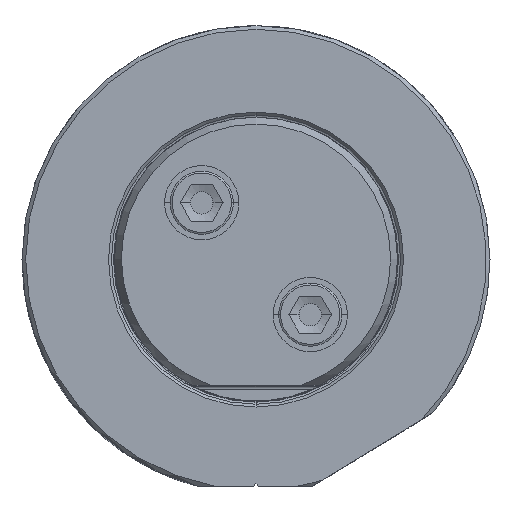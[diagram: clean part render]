
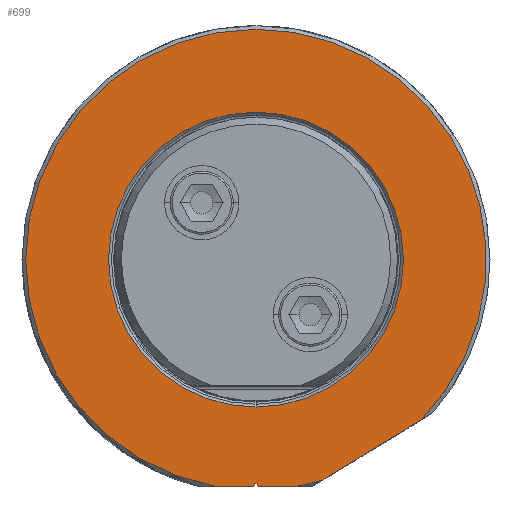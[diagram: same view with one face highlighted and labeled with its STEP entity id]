
A CAD part, top view. The second image highlights one B-rep face of the part: STEP entity #699.
In plain terms, the highlighted planar face has unit normal (0, 0, 1).
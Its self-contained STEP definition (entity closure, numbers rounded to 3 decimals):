
#227=PLANE('',#6167);
#699=ADVANCED_FACE('',(#1011,#1012),#227,.T.);
#1011=FACE_BOUND('',#1171,.T.);
#1012=FACE_BOUND('',#1172,.T.);
#1171=EDGE_LOOP('',(#3381,#3382,#3383,#3384,#3385,#3386,#3387,#3388));
#1172=EDGE_LOOP('',(#3389,#3390));
#1474=CIRCLE('',#6161,31.);
#1475=CIRCLE('',#6162,31.);
#1476=CIRCLE('',#6164,31.);
#1477=CIRCLE('',#6165,19.85);
#1478=CIRCLE('',#6166,19.85);
#1781=LINE('',#13245,#2106);
#1783=LINE('',#13259,#2108);
#1785=LINE('',#13263,#2110);
#1787=LINE('',#13267,#2112);
#1789=LINE('',#13271,#2114);
#2106=VECTOR('',#7181,1.);
#2108=VECTOR('',#7185,1.);
#2110=VECTOR('',#7189,1.);
#2112=VECTOR('',#7193,1.);
#2114=VECTOR('',#7197,1.);
#3381=ORIENTED_EDGE('',*,*,#5293,.T.);
#3382=ORIENTED_EDGE('',*,*,#5246,.T.);
#3383=ORIENTED_EDGE('',*,*,#5292,.T.);
#3384=ORIENTED_EDGE('',*,*,#5291,.T.);
#3385=ORIENTED_EDGE('',*,*,#5256,.F.);
#3386=ORIENTED_EDGE('',*,*,#5254,.T.);
#3387=ORIENTED_EDGE('',*,*,#5252,.T.);
#3388=ORIENTED_EDGE('',*,*,#5250,.F.);
#3389=ORIENTED_EDGE('',*,*,#5294,.T.);
#3390=ORIENTED_EDGE('',*,*,#5295,.T.);
#4557=VERTEX_POINT('',#13244);
#4558=VERTEX_POINT('',#13246);
#4560=VERTEX_POINT('',#13258);
#4561=VERTEX_POINT('',#13260);
#4562=VERTEX_POINT('',#13264);
#4563=VERTEX_POINT('',#13268);
#4564=VERTEX_POINT('',#13272);
#4580=VERTEX_POINT('',#13916);
#4581=VERTEX_POINT('',#13921);
#4582=VERTEX_POINT('',#13922);
#5246=EDGE_CURVE('',#4558,#4557,#1781,.T.);
#5250=EDGE_CURVE('',#4560,#4561,#1783,.T.);
#5252=EDGE_CURVE('',#4562,#4561,#1785,.T.);
#5254=EDGE_CURVE('',#4563,#4562,#1787,.T.);
#5256=EDGE_CURVE('',#4563,#4564,#1789,.T.);
#5291=EDGE_CURVE('',#4580,#4564,#1474,.T.);
#5292=EDGE_CURVE('',#4557,#4580,#1475,.T.);
#5293=EDGE_CURVE('',#4560,#4558,#1476,.T.);
#5294=EDGE_CURVE('',#4581,#4582,#1477,.T.);
#5295=EDGE_CURVE('',#4582,#4581,#1478,.T.);
#6161=AXIS2_PLACEMENT_3D('',#13915,#7263,#7264);
#6162=AXIS2_PLACEMENT_3D('',#13917,#7265,#7266);
#6164=AXIS2_PLACEMENT_3D('',#13919,#7269,#7270);
#6165=AXIS2_PLACEMENT_3D('',#13920,#7271,#7272);
#6166=AXIS2_PLACEMENT_3D('',#13923,#7273,#7274);
#6167=AXIS2_PLACEMENT_3D('',#13924,#7275,#7276);
#7181=DIRECTION('',(0.854,0.521,0.));
#7185=DIRECTION('',(-1.,0.,0.));
#7189=DIRECTION('',(0.707,-0.707,0.));
#7193=DIRECTION('',(0.707,0.707,0.));
#7197=DIRECTION('',(-1.,0.,0.));
#7263=DIRECTION('',(0.,0.,1.));
#7264=DIRECTION('',(0.,1.,0.));
#7265=DIRECTION('',(0.,0.,1.));
#7266=DIRECTION('',(0.719,-0.695,0.));
#7269=DIRECTION('',(0.,0.,1.));
#7270=DIRECTION('',(0.179,-0.984,0.));
#7271=DIRECTION('',(0.,0.,-1.));
#7272=DIRECTION('',(0.,-1.,0.));
#7273=DIRECTION('',(0.,0.,-1.));
#7274=DIRECTION('',(0.,1.,0.));
#7275=DIRECTION('',(0.,0.,1.));
#7276=DIRECTION('',(0.,-1.,0.));
#13244=CARTESIAN_POINT('',(22.288,-21.546,0.));
#13245=CARTESIAN_POINT('',(8.952,-29.679,0.));
#13246=CARTESIAN_POINT('',(8.952,-29.679,0.));
#13258=CARTESIAN_POINT('',(5.545,-30.5,0.));
#13259=CARTESIAN_POINT('',(5.545,-30.5,0.));
#13260=CARTESIAN_POINT('',(0.354,-30.5,0.));
#13263=CARTESIAN_POINT('',(0.,-30.146,0.));
#13264=CARTESIAN_POINT('',(0.,-30.146,0.));
#13267=CARTESIAN_POINT('',(-0.354,-30.5,0.));
#13268=CARTESIAN_POINT('',(-0.354,-30.5,0.));
#13271=CARTESIAN_POINT('',(-0.354,-30.5,0.));
#13272=CARTESIAN_POINT('',(-5.545,-30.5,0.));
#13915=CARTESIAN_POINT('',(0.,0.,0.));
#13916=CARTESIAN_POINT('',(0.,31.,0.));
#13917=CARTESIAN_POINT('',(0.,0.,0.));
#13919=CARTESIAN_POINT('',(0.,0.,0.));
#13920=CARTESIAN_POINT('',(0.,0.,0.));
#13921=CARTESIAN_POINT('',(0.,-19.85,0.));
#13922=CARTESIAN_POINT('',(0.,19.85,0.));
#13923=CARTESIAN_POINT('',(0.,0.,0.));
#13924=CARTESIAN_POINT('',(0.,0.251,0.));
